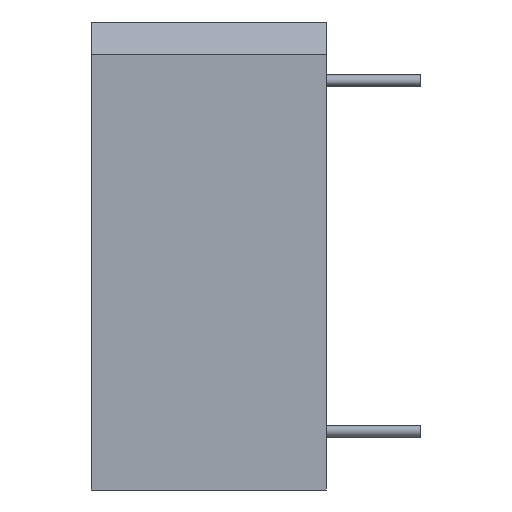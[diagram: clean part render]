
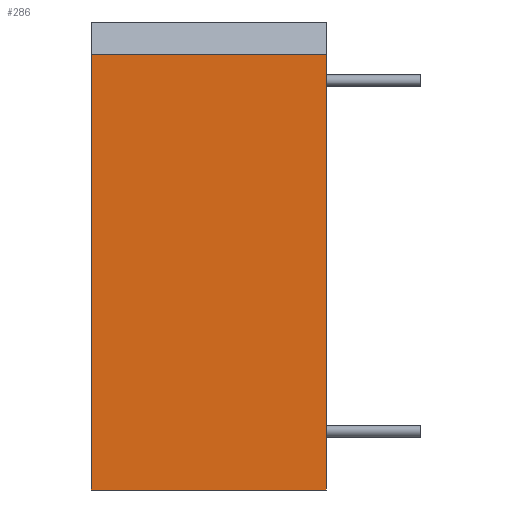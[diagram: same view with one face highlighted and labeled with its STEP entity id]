
A CAD part, left-side view. The second image highlights one B-rep face of the part: STEP entity #286.
In plain terms, the highlighted planar face has unit normal (-1, 0, 0).
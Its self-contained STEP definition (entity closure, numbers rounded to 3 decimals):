
#16 = VECTOR ( 'NONE', #769, 1000. ) ;
#31 = ORIENTED_EDGE ( 'NONE', *, *, #103, .T. ) ;
#34 = EDGE_CURVE ( 'NONE', #180, #613, #277, .T. ) ;
#74 = AXIS2_PLACEMENT_3D ( 'NONE', #521, #203, #76 ) ;
#76 = DIRECTION ( 'NONE',  ( 0., 0., -1. ) ) ;
#103 = EDGE_CURVE ( 'NONE', #154, #471, #374, .T. ) ;
#154 = VERTEX_POINT ( 'NONE', #307 ) ;
#162 = EDGE_CURVE ( 'NONE', #154, #613, #812, .T. ) ;
#180 = VERTEX_POINT ( 'NONE', #817 ) ;
#203 = DIRECTION ( 'NONE',  ( 1., 0., 0. ) ) ;
#240 = DIRECTION ( 'NONE',  ( 0., 0., 1. ) ) ;
#250 = VECTOR ( 'NONE', #240, 1000. ) ;
#261 = FACE_OUTER_BOUND ( 'NONE', #398, .T. ) ;
#270 = VECTOR ( 'NONE', #785, 1000. ) ;
#277 = LINE ( 'NONE', #537, #270 ) ;
#278 = VECTOR ( 'NONE', #568, 1000. ) ;
#286 = ADVANCED_FACE ( 'NONE', ( #261 ), #532, .F. ) ;
#307 = CARTESIAN_POINT ( 'NONE',  ( -15.9, 10.2, -10.15 ) ) ;
#312 = CARTESIAN_POINT ( 'NONE',  ( -15.9, 10.2, -10.15 ) ) ;
#374 = LINE ( 'NONE', #688, #16 ) ;
#398 = EDGE_LOOP ( 'NONE', ( #656, #684, #614, #31 ) ) ;
#471 = VERTEX_POINT ( 'NONE', #597 ) ;
#521 = CARTESIAN_POINT ( 'NONE',  ( -15.9, 10.2, -10.15 ) ) ;
#532 = PLANE ( 'NONE',  #74 ) ;
#537 = CARTESIAN_POINT ( 'NONE',  ( -15.9, 10.2, 8.75 ) ) ;
#560 = LINE ( 'NONE', #815, #278 ) ;
#568 = DIRECTION ( 'NONE',  ( 0., 0., 1. ) ) ;
#572 = CARTESIAN_POINT ( 'NONE',  ( -15.9, 10.2, 8.75 ) ) ;
#585 = EDGE_CURVE ( 'NONE', #471, #180, #560, .T. ) ;
#597 = CARTESIAN_POINT ( 'NONE',  ( -15.9, 0., -10.15 ) ) ;
#613 = VERTEX_POINT ( 'NONE', #572 ) ;
#614 = ORIENTED_EDGE ( 'NONE', *, *, #162, .F. ) ;
#656 = ORIENTED_EDGE ( 'NONE', *, *, #585, .T. ) ;
#684 = ORIENTED_EDGE ( 'NONE', *, *, #34, .T. ) ;
#688 = CARTESIAN_POINT ( 'NONE',  ( -15.9, 10.2, -10.15 ) ) ;
#769 = DIRECTION ( 'NONE',  ( 0., -1., 0. ) ) ;
#785 = DIRECTION ( 'NONE',  ( 0., 1., 0. ) ) ;
#812 = LINE ( 'NONE', #312, #250 ) ;
#815 = CARTESIAN_POINT ( 'NONE',  ( -15.9, 0., -10.15 ) ) ;
#817 = CARTESIAN_POINT ( 'NONE',  ( -15.9, 0., 8.75 ) ) ;
